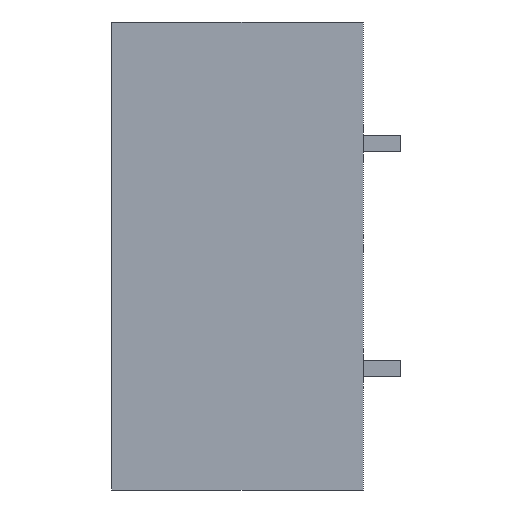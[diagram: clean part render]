
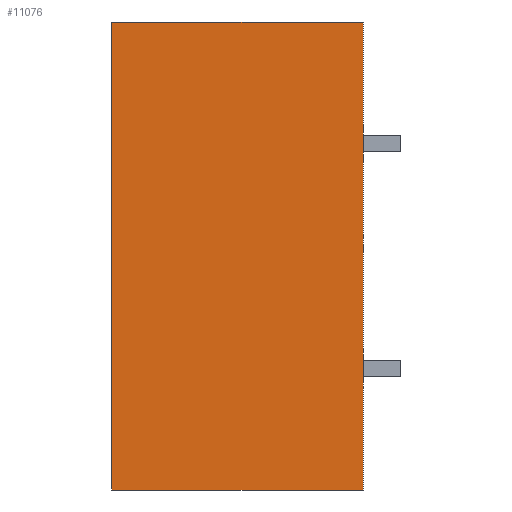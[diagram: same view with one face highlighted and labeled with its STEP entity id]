
A CAD part, left-side view. The second image highlights one B-rep face of the part: STEP entity #11076.
In plain terms, the highlighted planar face has unit normal (-1, 0, 0).
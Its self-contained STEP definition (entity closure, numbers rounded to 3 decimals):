
#357=LINE('',#14699,#959);
#414=LINE('',#14818,#1016);
#422=LINE('',#14851,#1024);
#429=LINE('',#14871,#1031);
#959=VECTOR('',#12211,1000.);
#1016=VECTOR('',#12312,1000.);
#1024=VECTOR('',#12338,1000.);
#1031=VECTOR('',#12355,1000.);
#1834=ORIENTED_EDGE('',*,*,#4128,.F.);
#1835=ORIENTED_EDGE('',*,*,#4055,.T.);
#1836=ORIENTED_EDGE('',*,*,#4139,.T.);
#1837=ORIENTED_EDGE('',*,*,#4112,.F.);
#4055=EDGE_CURVE('',#5223,#5225,#357,.T.);
#4112=EDGE_CURVE('',#5266,#5267,#414,.T.);
#4128=EDGE_CURVE('',#5223,#5266,#422,.T.);
#4139=EDGE_CURVE('',#5225,#5267,#429,.T.);
#5223=VERTEX_POINT('',#14694);
#5225=VERTEX_POINT('',#14698);
#5266=VERTEX_POINT('',#14819);
#5267=VERTEX_POINT('',#14820);
#6372=EDGE_LOOP('',(#1834,#1835,#1836,#1837));
#6904=FACE_BOUND('',#6372,.T.);
#7398=PLANE('',#11589);
#11076=ADVANCED_FACE('',(#6904),#7398,.F.);
#11589=AXIS2_PLACEMENT_3D('',#14870,#12353,#12354);
#12211=DIRECTION('',(0.,0.,-1.));
#12312=DIRECTION('',(0.,0.,-1.));
#12338=DIRECTION('',(0.,-1.,0.));
#12353=DIRECTION('',(1.,0.,0.));
#12354=DIRECTION('',(0.,0.,-1.));
#12355=DIRECTION('',(0.,-1.,0.));
#14694=CARTESIAN_POINT('',(-38.862,21.59,20.066));
#14698=CARTESIAN_POINT('',(-38.862,21.59,-20.066));
#14699=CARTESIAN_POINT('',(-38.862,21.59,0.));
#14818=CARTESIAN_POINT('',(-38.862,0.,20.066));
#14819=CARTESIAN_POINT('',(-38.862,0.,20.066));
#14820=CARTESIAN_POINT('',(-38.862,0.,-20.066));
#14851=CARTESIAN_POINT('',(-38.862,21.59,20.066));
#14870=CARTESIAN_POINT('',(-38.862,21.59,20.066));
#14871=CARTESIAN_POINT('',(-38.862,21.59,-20.066));
